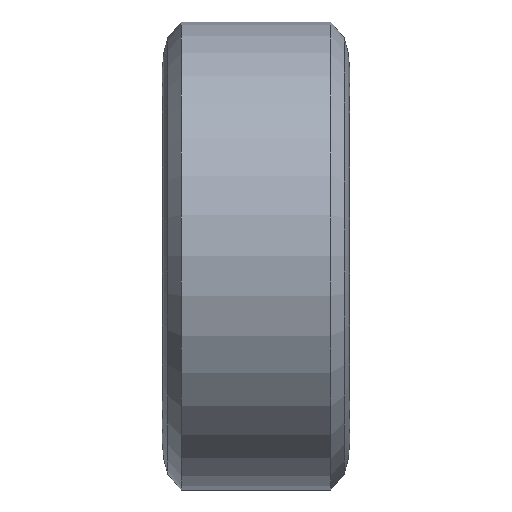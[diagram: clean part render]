
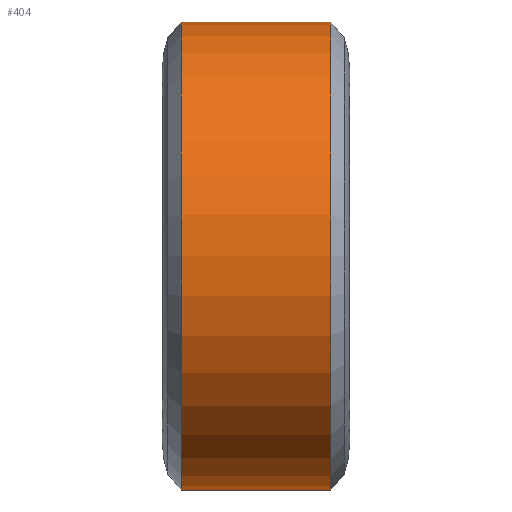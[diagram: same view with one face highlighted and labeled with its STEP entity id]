
A CAD part, top view. The second image highlights one B-rep face of the part: STEP entity #404.
In plain terms, the highlighted cylindrical face has radius 5 mm (diameter 10 mm), a partial arc.
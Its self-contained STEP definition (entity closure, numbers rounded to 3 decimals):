
#1=CARTESIAN_POINT('',(-1.6,0.,0.));
#2=DIRECTION('',(1.,0.,0.));
#3=DIRECTION('',(0.,1.,0.));
#4=AXIS2_PLACEMENT_3D('',#1,#2,#3);
#131=DIRECTION('',(-1.,0.,0.));
#132=VECTOR('',#131,3.2);
#133=CARTESIAN_POINT('',(1.6,5.,0.));
#134=LINE('',#133,#132);
#135=DIRECTION('',(-1.,0.,0.));
#136=VECTOR('',#135,3.2);
#137=CARTESIAN_POINT('',(1.6,-5.,0.));
#138=LINE('',#137,#136);
#144=CARTESIAN_POINT('',(1.6,0.,0.));
#145=DIRECTION('',(1.,0.,0.));
#146=DIRECTION('',(0.,1.,0.));
#147=AXIS2_PLACEMENT_3D('',#144,#145,#146);
#153=CARTESIAN_POINT('',(1.6,5.,0.));
#154=CARTESIAN_POINT('',(-1.6,5.,0.));
#155=VERTEX_POINT('',#153);
#156=VERTEX_POINT('',#154);
#161=CARTESIAN_POINT('',(1.6,-5.,0.));
#162=CARTESIAN_POINT('',(-1.6,-5.,0.));
#163=VERTEX_POINT('',#161);
#164=VERTEX_POINT('',#162);
#393=CARTESIAN_POINT('',(-2.2,0.,0.));
#394=DIRECTION('',(1.,0.,0.));
#395=DIRECTION('',(0.,-1.,0.));
#396=AXIS2_PLACEMENT_3D('',#393,#394,#395);
#397=CYLINDRICAL_SURFACE('',#396,5.);
#398=ORIENTED_EDGE('',*,*,#384,.F.);
#399=ORIENTED_EDGE('',*,*,#361,.T.);
#400=ORIENTED_EDGE('',*,*,#387,.T.);
#401=ORIENTED_EDGE('',*,*,#188,.F.);
#402=EDGE_LOOP('',(#398,#399,#400,#401));
#403=FACE_OUTER_BOUND('',#402,.F.);
#404=ADVANCED_FACE('',(#403),#397,.T.);
#5=CIRCLE('',#4,5.);
#148=CIRCLE('',#147,5.);
#188=EDGE_CURVE('',#156,#164,#5,.T.);
#361=EDGE_CURVE('',#155,#163,#148,.T.);
#384=EDGE_CURVE('',#155,#156,#134,.T.);
#387=EDGE_CURVE('',#163,#164,#138,.T.);
